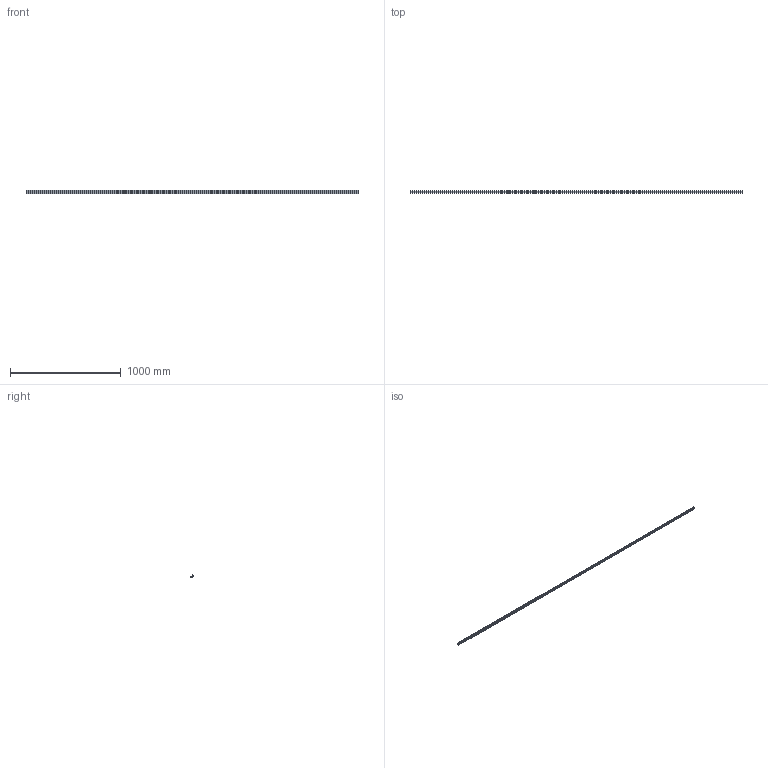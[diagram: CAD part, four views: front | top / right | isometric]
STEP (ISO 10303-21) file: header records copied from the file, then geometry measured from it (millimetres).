
FILE_DESCRIPTION(('STEP AP214'),'1');
FILE_NAME('cctmp_8AD0981F-3569-4CEF-84D0-7CDBEFD08D29_2022_06_15_14_03_38_0595_11788..stp','2022-06-15T12:03:38',('Bosch Rexroth AG'),('CADClick - www.CADClick.com'),'Spatial InterOp 3D',' ','unknown authorization - (Healing Option Enabled)');
FILE_SCHEMA(('AUTOMOTIVE_DESIGN'));
Length unit declared in the file: millimetre
Products named in the file (1): 2022_06_15_14_03_38_0595
Bounding box: 3000 x 23.75 x 29.1 mm (x, y, z)
Volume: 476383.4 mm3; surface area: 399309.2 mm2
Topology: 1 solids, 1 shells, 45 faces, 129 edges, 86 vertices
Faces by surface type: plane 41, cylinder 4
Entity records: 1835 total; most frequent: CARTESIAN_POINT 261, ORIENTED_EDGE 258, DIRECTION 229, EDGE_CURVE 129, LINE 121, VECTOR 121, VERTEX_POINT 86, AXIS2_PLACEMENT_3D 54
